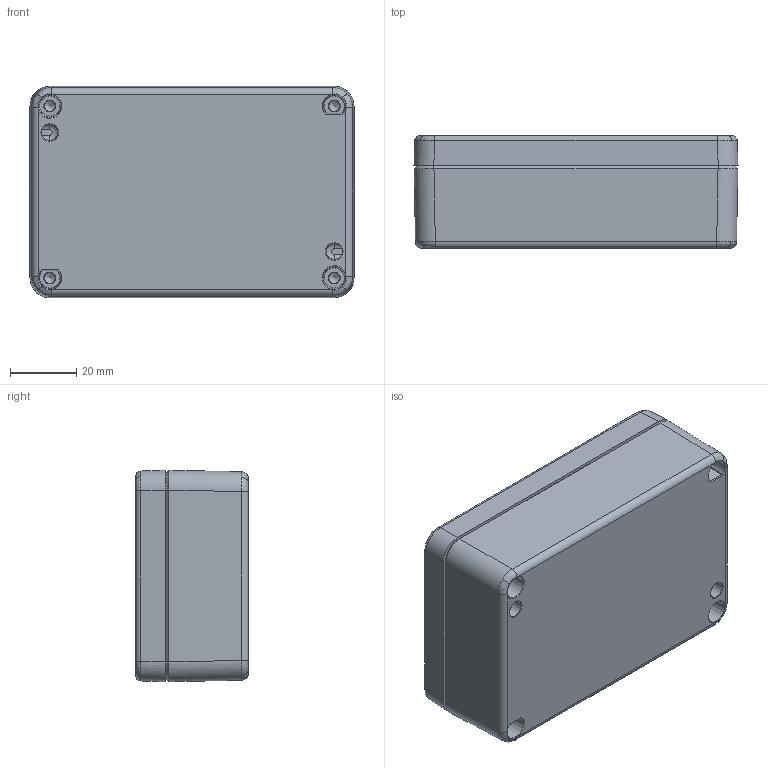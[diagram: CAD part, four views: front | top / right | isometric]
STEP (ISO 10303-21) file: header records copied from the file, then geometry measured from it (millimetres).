
FILE_DESCRIPTION(/* description */ (''),/* implementation_level */ '2;1');
FILE_NAME(/* name */ '09100603000-RST.stp',/* time_stamp */ '2021-09-02T15:05:33+02:00',/* author */ ('sl'),/* organization */ (''),/* preprocessor_version */ 'ST-DEVELOPER v16.5',/* originating_system */ 'Autodesk Inventor 2017',/* authorisation */ '');
FILE_SCHEMA (('AUTOMOTIVE_DESIGN { 1 0 10303 214 3 1 1 }'));
Length unit declared in the file: millimetre
Products named in the file (7): Alu-Gehäuse-03-BG-0001-09_100603_000; Deckel-Alu-Gehäuse-03-BT-0001-09_100603_000; UT-Alu-Gehäuse-03-BG-0002-09_100603_000; Erdung-Edelstahl-Gehäuse-01-BT-0002-20101006000; UT-Alu-Gehäuse-03-BG-0002-09_100603_000_1; Schraube-M4x20-7; Dichtlippe-Alu-Gehäuse-03-BT-0003-09_100603_000
Assembly tree (10 placements, depth 3):
  Alu-Gehäuse-03-BG-0001-09_100603_000
    Deckel-Alu-Gehäuse-03-BT-0001-09_100603_000
    UT-Alu-Gehäuse-03-BG-0002-09_100603_000
      Erdung-Edelstahl-Gehäuse-01-BT-0002-20101006000  x2
      UT-Alu-Gehäuse-03-BG-0002-09_100603_000_1
    Schraube-M4x20-7  x4
    Dichtlippe-Alu-Gehäuse-03-BT-0003-09_100603_000
Bounding box: 98 x 34 x 64 mm (x, y, z)
Volume: 71782.6 mm3; surface area: 51232.8 mm2
Topology: 9 solids, 9 shells, 824 faces, 1929 edges, 1142 vertices
Faces by surface type: plane 215, torus 175, bspline 172, cylinder 168, cone 94
Full cylindrical faces by diameter (mm): 3.3 x10, 3.52 x4, 4 x4, 4.7 x2, 5 x2, 8 x2
Entity records: 25576 total; most frequent: CARTESIAN_POINT 10183, DIRECTION 3214, ORIENTED_EDGE 3084, EDGE_CURVE 1542, AXIS2_PLACEMENT_3D 1372, VERTEX_POINT 953, EDGE_LOOP 875, CIRCLE 765
